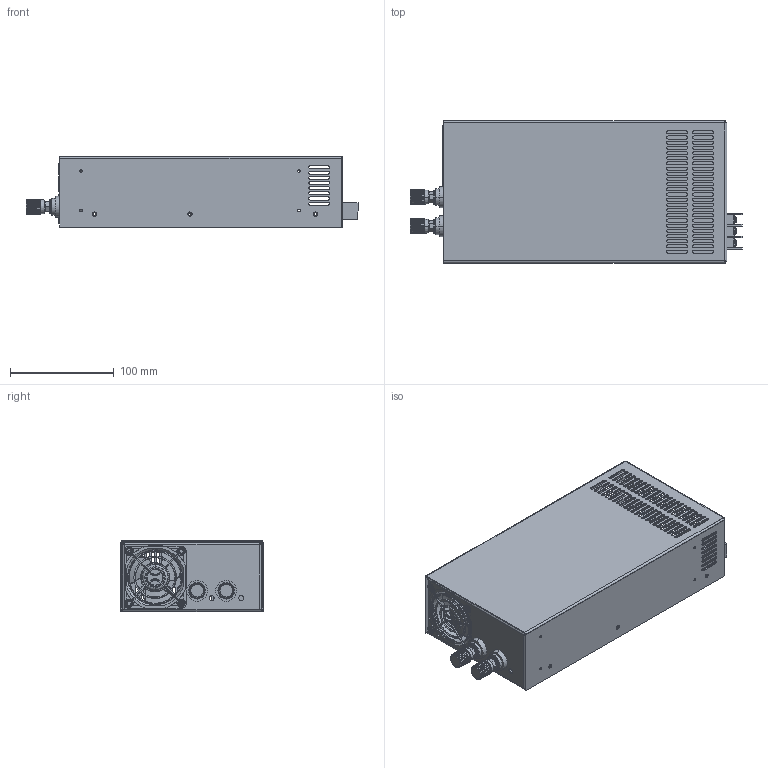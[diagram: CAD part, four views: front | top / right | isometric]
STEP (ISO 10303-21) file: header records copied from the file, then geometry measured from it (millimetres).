
FILE_DESCRIPTION (( 'STEP AP214' ), '1' );
FILE_NAME ('（新20250619）SA-800-1500装配三维图.STEP', '2025-06-19T07:25:42', ( 'China' ), ( 'Home' ), 'SwSTEP 2.0', 'SolidWorks 2020', '' );
FILE_SCHEMA (( 'AUTOMOTIVE_DESIGN' ));
Length unit declared in the file: millimetre
Products named in the file (8): 60瑞儂厙11; PCB; SA-800-150菁啣; （新20250619）SA-800-1500装配三维图; SA-800-150裔赽; 6025瑞儂; 陔窪諉盄翐; 陔綻諉盄翐
Assembly tree (7 placements, depth 2):
  （新20250619）SA-800-1500装配三维图
    SA-800-150菁啣
    陔綻諉盄翐
    60瑞儂厙11
    6025瑞儂
    PCB
    SA-800-150裔赽
    陔窪諉盄翐
Bounding box: 320 x 137 x 68.5 mm (x, y, z)
Volume: 154367.6 mm3; surface area: 305471.9 mm2
Topology: 25 solids, 26 shells, 1645 faces, 4459 edges, 2869 vertices
Faces by surface type: cylinder 765, plane 654, torus 100, cone 67, bspline 59
Entity records: 72199 total; most frequent: CARTESIAN_POINT 19419, ORIENTED_EDGE 8915, DIRECTION 8783, EDGE_CURVE 4459, AXIS2_PLACEMENT_3D 3243, VERTEX_POINT 2869, VECTOR 2297, LINE 2297
